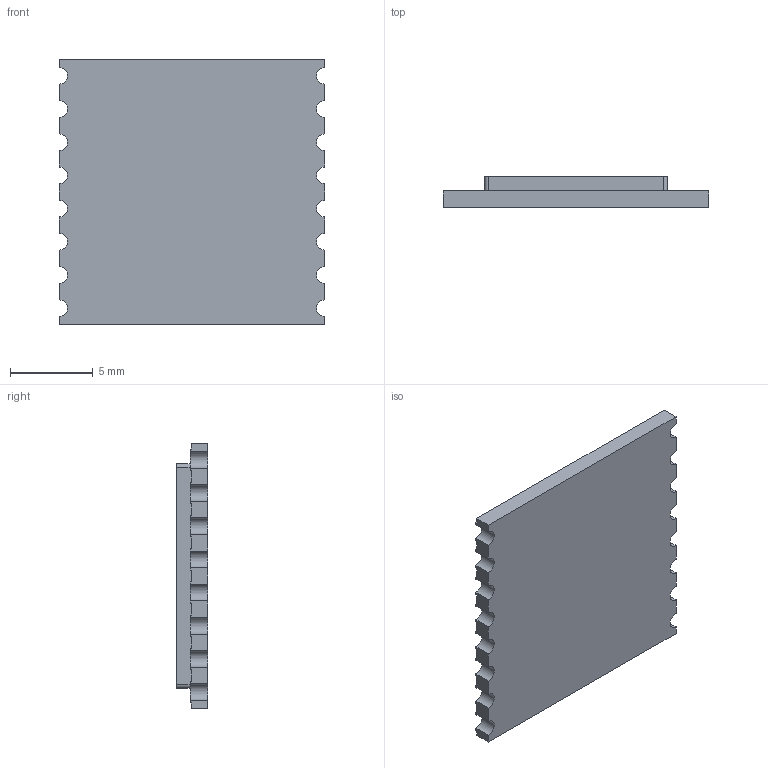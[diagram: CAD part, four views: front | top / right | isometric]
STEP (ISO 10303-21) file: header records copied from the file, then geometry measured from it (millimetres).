
FILE_DESCRIPTION (( 'STEP AP214' ), '1' );
FILE_NAME ('RFM22B_V1.STEP', '2012-01-30T13:35:35', ( 'Master' ), ( '' ), 'SwSTEP 2.0', 'SolidWorks 2010', '' );
FILE_SCHEMA (( 'AUTOMOTIVE_DESIGN' ));
Length unit declared in the file: millimetre
Products named in the file (1): RFM22B_V1
Bounding box: 16 x 1.9 x 16 mm (x, y, z)
Volume: 383.6 mm3; surface area: 626.3 mm2
Topology: 1 solids, 1 shells, 201 faces, 567 edges, 378 vertices
Faces by surface type: plane 155, bspline 26, cylinder 20
Entity records: 10820 total; most frequent: CARTESIAN_POINT 3745, ORIENTED_EDGE 1134, DIRECTION 907, EDGE_CURVE 567, VECTOR 475, LINE 475, VERTEX_POINT 378, AXIS2_PLACEMENT_3D 216
